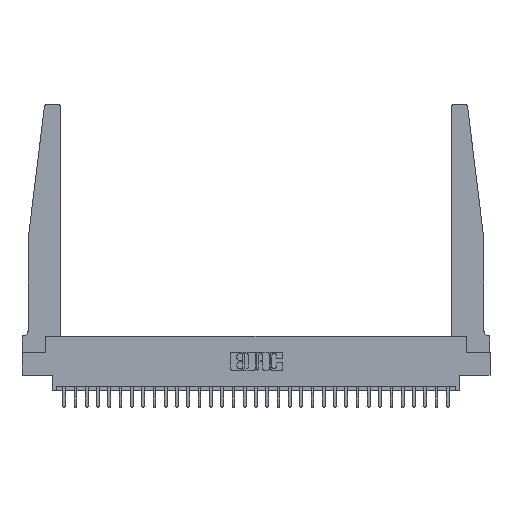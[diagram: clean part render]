
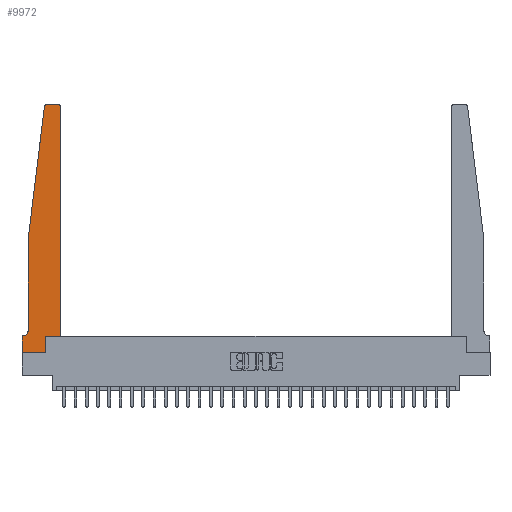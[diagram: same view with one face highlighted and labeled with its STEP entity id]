
A CAD part, top view. The second image highlights one B-rep face of the part: STEP entity #9972.
In plain terms, the highlighted planar face has unit normal (0, 0, 1).
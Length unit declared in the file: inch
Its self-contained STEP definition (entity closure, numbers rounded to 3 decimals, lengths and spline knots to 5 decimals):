
#303 = ORIENTED_EDGE ( 'NONE', *, *, #11894, .T. ) ;
#407 = EDGE_CURVE ( 'NONE', #28517, #18469, #3033, .T. ) ;
#981 = EDGE_CURVE ( 'NONE', #26608, #4569, #18116, .T. ) ;
#1121 = EDGE_CURVE ( 'NONE', #15753, #4925, #9406, .T. ) ;
#1167 = DIRECTION ( 'NONE',  ( -0.122, -0.992, 0. ) ) ;
#1358 = ORIENTED_EDGE ( 'NONE', *, *, #2156, .T. ) ;
#1512 = CARTESIAN_POINT ( 'NONE',  ( 0.2605, 0., 0.37 ) ) ;
#1521 = ORIENTED_EDGE ( 'NONE', *, *, #1121, .T. ) ;
#1604 = CARTESIAN_POINT ( 'NONE',  ( 0.2605, 0.18, 0.37 ) ) ;
#1819 = EDGE_CURVE ( 'NONE', #11737, #5381, #20096, .T. ) ;
#2034 = DIRECTION ( 'NONE',  ( 0., 1., 0. ) ) ;
#2156 = EDGE_CURVE ( 'NONE', #4925, #17191, #11786, .T. ) ;
#2203 = EDGE_CURVE ( 'NONE', #17191, #14401, #5058, .T. ) ;
#3033 = LINE ( 'NONE', #4403, #26061 ) ;
#3193 = FACE_OUTER_BOUND ( 'NONE', #10079, .T. ) ;
#3292 = CARTESIAN_POINT ( 'NONE',  ( 0.065, 0.1875, 0.37 ) ) ;
#3381 = ORIENTED_EDGE ( 'NONE', *, *, #2203, .T. ) ;
#4403 = CARTESIAN_POINT ( 'NONE',  ( 0.425, 0.18, 0.37 ) ) ;
#4507 = DIRECTION ( 'NONE',  ( 0., 1., 0. ) ) ;
#4569 = VERTEX_POINT ( 'NONE', #13839 ) ;
#4925 = VERTEX_POINT ( 'NONE', #8749 ) ;
#5058 = LINE ( 'NONE', #9119, #10386 ) ;
#5381 = VERTEX_POINT ( 'NONE', #21327 ) ;
#5783 = VECTOR ( 'NONE', #11076, 39.37008 ) ;
#6675 = AXIS2_PLACEMENT_3D ( 'NONE', #25009, #11774, #27177 ) ;
#6707 = LINE ( 'NONE', #14441, #11989 ) ;
#7388 = CIRCLE ( 'NONE', #21283, 0.03 ) ;
#7530 = CARTESIAN_POINT ( 'NONE',  ( 0.015, 0.1875, 0.37 ) ) ;
#8091 = LINE ( 'NONE', #11780, #24400 ) ;
#8257 = CARTESIAN_POINT ( 'NONE',  ( 0.425, 0.18, 0.37 ) ) ;
#8749 = CARTESIAN_POINT ( 'NONE',  ( 0., 0.1875, 0.37 ) ) ;
#8786 = ORIENTED_EDGE ( 'NONE', *, *, #22067, .T. ) ;
#9119 = CARTESIAN_POINT ( 'NONE',  ( 0., 0., 0.37 ) ) ;
#9406 = LINE ( 'NONE', #3292, #26356 ) ;
#9629 = CARTESIAN_POINT ( 'NONE',  ( 0.395, 2.72, 0.37 ) ) ;
#9776 = CARTESIAN_POINT ( 'NONE',  ( 0.25, 2.75, 0.37 ) ) ;
#9972 = ADVANCED_FACE ( 'NONE', ( #3193 ), #27082, .T. ) ;
#10079 = EDGE_LOOP ( 'NONE', ( #18307, #25913, #19106, #13528, #303, #1521, #1358, #3381, #12689, #8786, #18340, #19864 ) ) ;
#10386 = VECTOR ( 'NONE', #24599, 39.37008 ) ;
#10454 = DIRECTION ( 'NONE',  ( 0., 0., 1. ) ) ;
#10569 = CIRCLE ( 'NONE', #15038, 0.03 ) ;
#10715 = CIRCLE ( 'NONE', #11164, 0.05 ) ;
#11076 = DIRECTION ( 'NONE',  ( 0., -1., 0. ) ) ;
#11164 = AXIS2_PLACEMENT_3D ( 'NONE', #11860, #27263, #14104 ) ;
#11737 = VERTEX_POINT ( 'NONE', #13498 ) ;
#11774 = DIRECTION ( 'NONE',  ( 0., 0., 1. ) ) ;
#11780 = CARTESIAN_POINT ( 'NONE',  ( 0.065, 1.25, 0.37 ) ) ;
#11786 = LINE ( 'NONE', #15738, #5783 ) ;
#11860 = CARTESIAN_POINT ( 'NONE',  ( 0.015, 0.2375, 0.37 ) ) ;
#11873 = DIRECTION ( 'NONE',  ( 1., 0., 0. ) ) ;
#11894 = EDGE_CURVE ( 'NONE', #20481, #15753, #10715, .T. ) ;
#11989 = VECTOR ( 'NONE', #16699, 39.37008 ) ;
#12468 = CARTESIAN_POINT ( 'NONE',  ( 0.065, 1.25, 0.37 ) ) ;
#12689 = ORIENTED_EDGE ( 'NONE', *, *, #27368, .T. ) ;
#13498 = CARTESIAN_POINT ( 'NONE',  ( 0.24675, 2.72367, 0.37 ) ) ;
#13528 = ORIENTED_EDGE ( 'NONE', *, *, #22511, .T. ) ;
#13839 = CARTESIAN_POINT ( 'NONE',  ( 0.27653, 2.75, 0.37 ) ) ;
#14104 = DIRECTION ( 'NONE',  ( -1., 0., 0. ) ) ;
#14401 = VERTEX_POINT ( 'NONE', #1512 ) ;
#14441 = CARTESIAN_POINT ( 'NONE',  ( 0.425, 0.18, 0.37 ) ) ;
#15038 = AXIS2_PLACEMENT_3D ( 'NONE', #23706, #10454, #25921 ) ;
#15738 = CARTESIAN_POINT ( 'NONE',  ( 0., 0., 0.37 ) ) ;
#15753 = VERTEX_POINT ( 'NONE', #7530 ) ;
#16699 = DIRECTION ( 'NONE',  ( 1., 0., 0. ) ) ;
#17191 = VERTEX_POINT ( 'NONE', #21463 ) ;
#17744 = LINE ( 'NONE', #28661, #22856 ) ;
#18116 = LINE ( 'NONE', #9776, #23255 ) ;
#18307 = ORIENTED_EDGE ( 'NONE', *, *, #981, .T. ) ;
#18340 = ORIENTED_EDGE ( 'NONE', *, *, #407, .T. ) ;
#18469 = VERTEX_POINT ( 'NONE', #23701 ) ;
#19106 = ORIENTED_EDGE ( 'NONE', *, *, #1819, .T. ) ;
#19739 = CARTESIAN_POINT ( 'NONE',  ( 0.065, 0.2375, 0.37 ) ) ;
#19864 = ORIENTED_EDGE ( 'NONE', *, *, #22518, .T. ) ;
#20096 = LINE ( 'NONE', #12468, #25293 ) ;
#20481 = VERTEX_POINT ( 'NONE', #19739 ) ;
#21196 = DIRECTION ( 'NONE',  ( -1., 0., 0. ) ) ;
#21283 = AXIS2_PLACEMENT_3D ( 'NONE', #9629, #25098, #11873 ) ;
#21327 = CARTESIAN_POINT ( 'NONE',  ( 0.065, 1.25, 0.37 ) ) ;
#21463 = CARTESIAN_POINT ( 'NONE',  ( 0., 0., 0.37 ) ) ;
#22067 = EDGE_CURVE ( 'NONE', #24709, #28517, #6707, .T. ) ;
#22511 = EDGE_CURVE ( 'NONE', #5381, #20481, #8091, .T. ) ;
#22518 = EDGE_CURVE ( 'NONE', #18469, #26608, #7388, .T. ) ;
#22856 = VECTOR ( 'NONE', #2034, 39.37008 ) ;
#23255 = VECTOR ( 'NONE', #25255, 39.37008 ) ;
#23701 = CARTESIAN_POINT ( 'NONE',  ( 0.425, 2.72, 0.37 ) ) ;
#23706 = CARTESIAN_POINT ( 'NONE',  ( 0.27653, 2.72, 0.37 ) ) ;
#24004 = CARTESIAN_POINT ( 'NONE',  ( 0.395, 2.75, 0.37 ) ) ;
#24400 = VECTOR ( 'NONE', #27182, 39.37008 ) ;
#24599 = DIRECTION ( 'NONE',  ( 1., 0., 0. ) ) ;
#24620 = EDGE_CURVE ( 'NONE', #4569, #11737, #10569, .T. ) ;
#24709 = VERTEX_POINT ( 'NONE', #1604 ) ;
#25009 = CARTESIAN_POINT ( 'NONE',  ( 0., 0.1875, 0.37 ) ) ;
#25098 = DIRECTION ( 'NONE',  ( 0., 0., 1. ) ) ;
#25255 = DIRECTION ( 'NONE',  ( -1., 0., 0. ) ) ;
#25293 = VECTOR ( 'NONE', #1167, 39.37008 ) ;
#25913 = ORIENTED_EDGE ( 'NONE', *, *, #24620, .T. ) ;
#25921 = DIRECTION ( 'NONE',  ( 1., 0., 0. ) ) ;
#26061 = VECTOR ( 'NONE', #4507, 39.37008 ) ;
#26356 = VECTOR ( 'NONE', #21196, 39.37008 ) ;
#26608 = VERTEX_POINT ( 'NONE', #24004 ) ;
#27082 = PLANE ( 'NONE',  #6675 ) ;
#27177 = DIRECTION ( 'NONE',  ( 1., 0., 0. ) ) ;
#27182 = DIRECTION ( 'NONE',  ( 0., -1., 0. ) ) ;
#27263 = DIRECTION ( 'NONE',  ( 0., 0., -1. ) ) ;
#27368 = EDGE_CURVE ( 'NONE', #14401, #24709, #17744, .T. ) ;
#28517 = VERTEX_POINT ( 'NONE', #8257 ) ;
#28661 = CARTESIAN_POINT ( 'NONE',  ( 0.2605, 0.18, 0.37 ) ) ;
